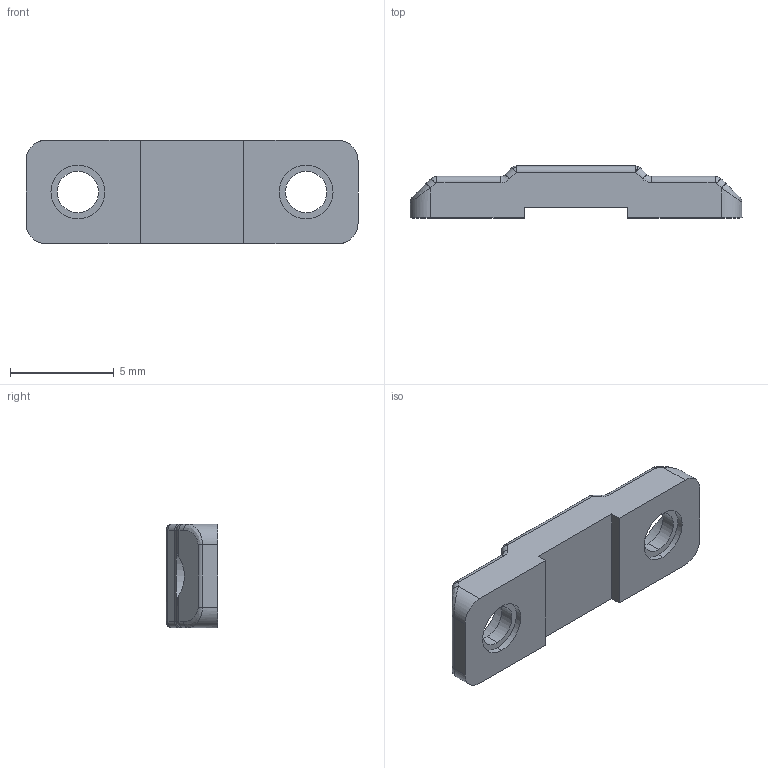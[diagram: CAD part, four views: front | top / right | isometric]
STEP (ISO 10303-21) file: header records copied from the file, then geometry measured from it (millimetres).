
FILE_DESCRIPTION (( 'STEP AP214' ), '1' );
FILE_NAME ('DRJ-0007.step', '2015-02-11T17:11:52', ( 'Alexandre' ), ( '' ), 'SwSTEP 2.0', 'SolidWorks 2015', '' );
FILE_SCHEMA (( 'AUTOMOTIVE_DESIGN' ));
Length unit declared in the file: millimetre
Products named in the file (1): DRJ-0007
Bounding box: 16 x 2.5 x 5 mm (x, y, z)
Volume: 129.1 mm3; surface area: 256.9 mm2
Topology: 1 solids, 1 shells, 80 faces, 198 edges, 114 vertices
Faces by surface type: cylinder 40, plane 20, bspline 16, torus 4
Entity records: 3646 total; most frequent: CARTESIAN_POINT 941, ORIENTED_EDGE 380, DIRECTION 374, EDGE_CURVE 190, AXIS2_PLACEMENT_3D 145, VERTEX_POINT 114, EDGE_LOOP 86, LINE 84
